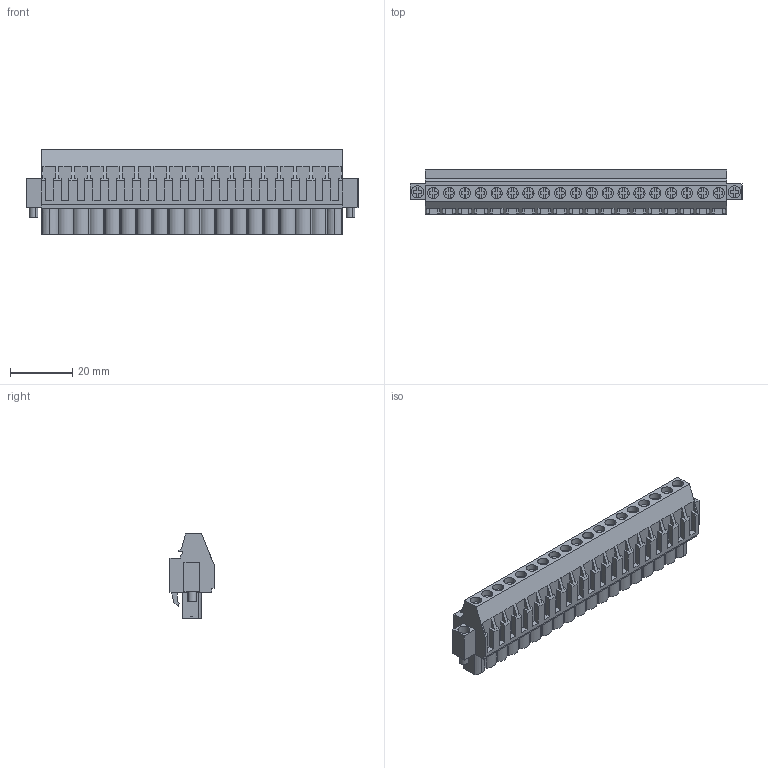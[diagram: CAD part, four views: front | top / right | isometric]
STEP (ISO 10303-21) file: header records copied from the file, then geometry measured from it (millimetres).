
FILE_DESCRIPTION(('CATIA V5 STEP','CAx-IF Rec.Pracs.--- Model Styling and Organization---1.2---2011-12-15'),'2;1');
FILE_NAME ('7246772_2_1949970000_1949970000.stp','2017-09-09T10:59:05+00:00',('none'),('Weidmueller'),'CATIA Version 5-6 Release 2014','CATIA V5 STEP AP214','none');
FILE_SCHEMA(('AUTOMOTIVE_DESIGN { 1 0 10303 214 1 1 1 1 }'));
Length unit declared in the file: millimetre
Products named in the file (1): 1949970000
Bounding box: 106.32 x 14.1 x 27.2 mm (x, y, z)
Volume: 22395 mm3; surface area: 13285.2 mm2
Topology: 22 solids, 22 shells, 1291 faces, 3560 edges, 2398 vertices
Faces by surface type: plane 1098, cylinder 189, extrusion 4
Entity records: 38663 total; most frequent: CARTESIAN_POINT 7468, ORIENTED_EDGE 7120, DIRECTION 5202, EDGE_CURVE 3560, VECTOR 3094, LINE 3090, VERTEX_POINT 2398, EDGE_LOOP 1380
